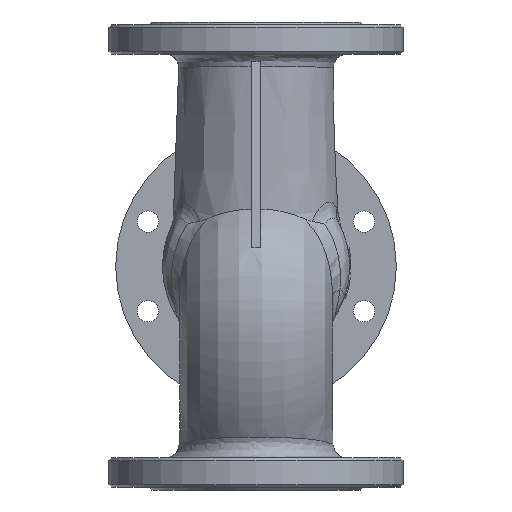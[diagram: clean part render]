
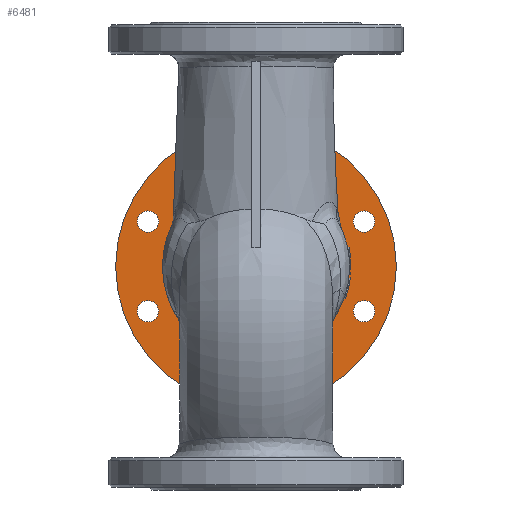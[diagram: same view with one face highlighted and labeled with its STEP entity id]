
A CAD part, front view. The second image highlights one B-rep face of the part: STEP entity #6481.
In plain terms, the highlighted planar face has unit normal (0, -1, 0).
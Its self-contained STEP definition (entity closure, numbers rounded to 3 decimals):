
#125=FACE_BOUND('',#2027,.T.);
#126=FACE_BOUND('',#2028,.T.);
#127=FACE_BOUND('',#2029,.T.);
#128=FACE_BOUND('',#2030,.T.);
#129=FACE_BOUND('',#2031,.T.);
#130=FACE_BOUND('',#2032,.T.);
#131=FACE_BOUND('',#2033,.T.);
#132=FACE_BOUND('',#2034,.T.);
#133=FACE_BOUND('',#2035,.T.);
#1066=CIRCLE('',#6980,70.);
#1097=CIRCLE('',#7025,105.);
#1098=CIRCLE('',#7026,8.);
#1099=CIRCLE('',#7027,8.);
#1100=CIRCLE('',#7028,8.);
#1101=CIRCLE('',#7029,8.);
#1102=CIRCLE('',#7030,8.);
#1103=CIRCLE('',#7031,8.);
#1104=CIRCLE('',#7032,8.);
#1105=CIRCLE('',#7033,8.);
#1451=PLANE('',#7024);
#1640=FACE_OUTER_BOUND('',#2026,.T.);
#2026=EDGE_LOOP('',(#4729));
#2027=EDGE_LOOP('',(#4730));
#2028=EDGE_LOOP('',(#4731));
#2029=EDGE_LOOP('',(#4732));
#2030=EDGE_LOOP('',(#4733));
#2031=EDGE_LOOP('',(#4734));
#2032=EDGE_LOOP('',(#4735));
#2033=EDGE_LOOP('',(#4736));
#2034=EDGE_LOOP('',(#4737));
#2035=EDGE_LOOP('',(#4738));
#2742=VERTEX_POINT('',#10989);
#2803=VERTEX_POINT('',#14137);
#2804=VERTEX_POINT('',#14139);
#2805=VERTEX_POINT('',#14141);
#2806=VERTEX_POINT('',#14143);
#2807=VERTEX_POINT('',#14145);
#2808=VERTEX_POINT('',#14147);
#2809=VERTEX_POINT('',#14149);
#2810=VERTEX_POINT('',#14151);
#2811=VERTEX_POINT('',#14153);
#3431=EDGE_CURVE('',#2742,#2742,#1066,.T.);
#3520=EDGE_CURVE('',#2803,#2803,#1097,.T.);
#3521=EDGE_CURVE('',#2804,#2804,#1098,.T.);
#3522=EDGE_CURVE('',#2805,#2805,#1099,.T.);
#3523=EDGE_CURVE('',#2806,#2806,#1100,.T.);
#3524=EDGE_CURVE('',#2807,#2807,#1101,.T.);
#3525=EDGE_CURVE('',#2808,#2808,#1102,.T.);
#3526=EDGE_CURVE('',#2809,#2809,#1103,.T.);
#3527=EDGE_CURVE('',#2810,#2810,#1104,.T.);
#3528=EDGE_CURVE('',#2811,#2811,#1105,.T.);
#4729=ORIENTED_EDGE('',*,*,#3520,.F.);
#4730=ORIENTED_EDGE('',*,*,#3521,.F.);
#4731=ORIENTED_EDGE('',*,*,#3522,.F.);
#4732=ORIENTED_EDGE('',*,*,#3523,.F.);
#4733=ORIENTED_EDGE('',*,*,#3524,.F.);
#4734=ORIENTED_EDGE('',*,*,#3525,.F.);
#4735=ORIENTED_EDGE('',*,*,#3526,.F.);
#4736=ORIENTED_EDGE('',*,*,#3527,.F.);
#4737=ORIENTED_EDGE('',*,*,#3528,.F.);
#4738=ORIENTED_EDGE('',*,*,#3431,.T.);
#6481=ADVANCED_FACE('',(#1640,#125,#126,#127,#128,#129,#130,#131,#132,#133),
#1451,.F.);
#6980=AXIS2_PLACEMENT_3D('',#10991,#7906,#7907);
#7024=AXIS2_PLACEMENT_3D('',#14136,#8000,#8001);
#7025=AXIS2_PLACEMENT_3D('',#14138,#8002,#8003);
#7026=AXIS2_PLACEMENT_3D('',#14140,#8004,#8005);
#7027=AXIS2_PLACEMENT_3D('',#14142,#8006,#8007);
#7028=AXIS2_PLACEMENT_3D('',#14144,#8008,#8009);
#7029=AXIS2_PLACEMENT_3D('',#14146,#8010,#8011);
#7030=AXIS2_PLACEMENT_3D('',#14148,#8012,#8013);
#7031=AXIS2_PLACEMENT_3D('',#14150,#8014,#8015);
#7032=AXIS2_PLACEMENT_3D('',#14152,#8016,#8017);
#7033=AXIS2_PLACEMENT_3D('',#14154,#8018,#8019);
#7906=DIRECTION('center_axis',(0.,1.,0.));
#7907=DIRECTION('ref_axis',(0.,0.,1.));
#8000=DIRECTION('center_axis',(0.,1.,0.));
#8001=DIRECTION('ref_axis',(0.,0.,1.));
#8002=DIRECTION('center_axis',(0.,1.,0.));
#8003=DIRECTION('ref_axis',(1.,0.,0.));
#8004=DIRECTION('center_axis',(0.,-1.,0.));
#8005=DIRECTION('ref_axis',(-1.,0.,0.));
#8006=DIRECTION('center_axis',(0.,-1.,0.));
#8007=DIRECTION('ref_axis',(-1.,0.,0.));
#8008=DIRECTION('center_axis',(0.,-1.,0.));
#8009=DIRECTION('ref_axis',(-1.,0.,0.));
#8010=DIRECTION('center_axis',(0.,-1.,0.));
#8011=DIRECTION('ref_axis',(-1.,0.,0.));
#8012=DIRECTION('center_axis',(0.,-1.,0.));
#8013=DIRECTION('ref_axis',(-1.,0.,0.));
#8014=DIRECTION('center_axis',(0.,-1.,0.));
#8015=DIRECTION('ref_axis',(-1.,0.,0.));
#8016=DIRECTION('center_axis',(0.,-1.,0.));
#8017=DIRECTION('ref_axis',(-1.,0.,0.));
#8018=DIRECTION('center_axis',(0.,-1.,0.));
#8019=DIRECTION('ref_axis',(-1.,0.,0.));
#10989=CARTESIAN_POINT('',(182.787,96.,-70.));
#10991=CARTESIAN_POINT('Origin',(182.787,96.,0.));
#14136=CARTESIAN_POINT('Origin',(182.787,96.,0.));
#14137=CARTESIAN_POINT('',(77.787,96.,0.));
#14138=CARTESIAN_POINT('Origin',(182.787,96.,0.));
#14139=CARTESIAN_POINT('',(271.626,96.,33.485));
#14140=CARTESIAN_POINT('Origin',(263.626,96.,33.485));
#14141=CARTESIAN_POINT('',(224.271,96.,80.839));
#14142=CARTESIAN_POINT('Origin',(216.271,96.,80.839));
#14143=CARTESIAN_POINT('',(157.302,96.,80.839));
#14144=CARTESIAN_POINT('Origin',(149.302,96.,80.839));
#14145=CARTESIAN_POINT('',(109.947,96.,33.485));
#14146=CARTESIAN_POINT('Origin',(101.947,96.,33.485));
#14147=CARTESIAN_POINT('',(109.947,96.,-33.485));
#14148=CARTESIAN_POINT('Origin',(101.947,96.,-33.485));
#14149=CARTESIAN_POINT('',(157.302,96.,-80.839));
#14150=CARTESIAN_POINT('Origin',(149.302,96.,-80.839));
#14151=CARTESIAN_POINT('',(224.271,96.,-80.839));
#14152=CARTESIAN_POINT('Origin',(216.271,96.,-80.839));
#14153=CARTESIAN_POINT('',(271.626,96.,-33.485));
#14154=CARTESIAN_POINT('Origin',(263.626,96.,-33.485));
